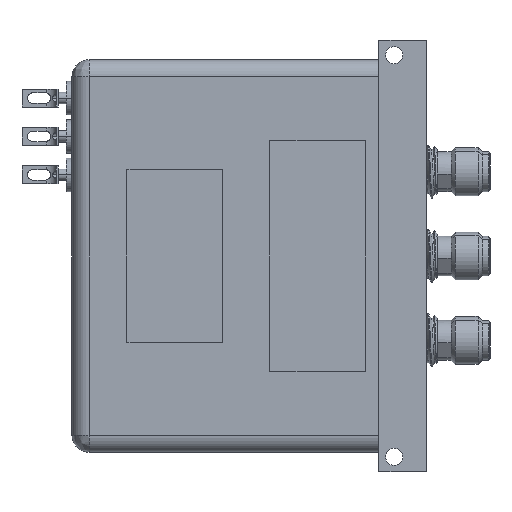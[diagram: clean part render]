
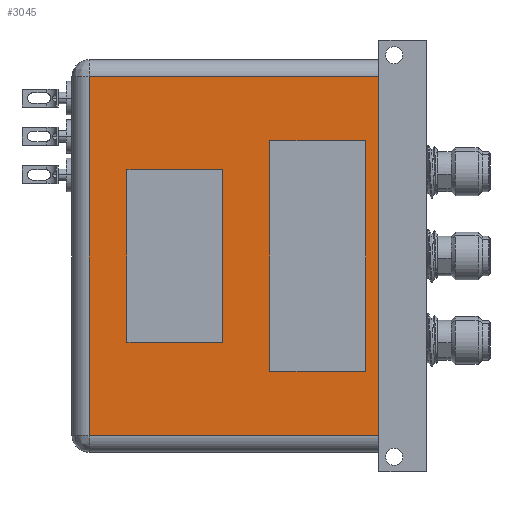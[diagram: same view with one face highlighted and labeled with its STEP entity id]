
A CAD part, left-side view. The second image highlights one B-rep face of the part: STEP entity #3045.
In plain terms, the highlighted face is planar.
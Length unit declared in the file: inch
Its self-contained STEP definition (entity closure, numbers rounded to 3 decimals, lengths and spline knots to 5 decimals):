
#39 = CARTESIAN_POINT ( 'NONE',  ( -1.0235, 1.96, 0.2735 ) ) ;
#157 = LINE ( 'NONE', #7841, #1286 ) ;
#251 = VECTOR ( 'NONE', #2674, 39.37008 ) ;
#464 = DIRECTION ( 'NONE',  ( -1., 0., 0. ) ) ;
#511 = LINE ( 'NONE', #8813, #980 ) ;
#517 = DIRECTION ( 'NONE',  ( 0., 1., 0. ) ) ;
#662 = AXIS2_PLACEMENT_3D ( 'NONE', #4001, #4782, #4694 ) ;
#782 = VECTOR ( 'NONE', #1047, 39.37008 ) ;
#792 = VERTEX_POINT ( 'NONE', #7068 ) ;
#882 = CARTESIAN_POINT ( 'NONE',  ( -0.9335, 1.96, 0.2735 ) ) ;
#980 = VECTOR ( 'NONE', #2525, 39.37008 ) ;
#986 = ORIENTED_EDGE ( 'NONE', *, *, #6189, .F. ) ;
#1047 = DIRECTION ( 'NONE',  ( 1., 0., 0. ) ) ;
#1143 = EDGE_CURVE ( 'NONE', #6386, #1223, #511, .T. ) ;
#1200 = LINE ( 'NONE', #8657, #782 ) ;
#1223 = VERTEX_POINT ( 'NONE', #5762 ) ;
#1286 = VECTOR ( 'NONE', #6996, 39.37008 ) ;
#1664 = EDGE_CURVE ( 'NONE', #7082, #7778, #1200, .T. ) ;
#1783 = CARTESIAN_POINT ( 'NONE',  ( -0.6, 1.01847, 0.2735 ) ) ;
#1946 = LINE ( 'NONE', #3959, #5097 ) ;
#1966 = ORIENTED_EDGE ( 'NONE', *, *, #1143, .F. ) ;
#2081 = ORIENTED_EDGE ( 'NONE', *, *, #4111, .F. ) ;
#2239 = DIRECTION ( 'NONE',  ( 0., -1., 0. ) ) ;
#2277 = LINE ( 'NONE', #1783, #7108 ) ;
#2525 = DIRECTION ( 'NONE',  ( 1., 0., 0. ) ) ;
#2674 = DIRECTION ( 'NONE',  ( 0., -1., 0. ) ) ;
#2709 = VECTOR ( 'NONE', #4311, 39.37008 ) ;
#2800 = CARTESIAN_POINT ( 'NONE',  ( 0.6, 1.01847, 0.2735 ) ) ;
#2849 = LINE ( 'NONE', #5647, #7275 ) ;
#3045 = ADVANCED_FACE ( 'NONE', ( #7433, #3416, #9050 ), #3960, .F. ) ;
#3110 = CARTESIAN_POINT ( 'NONE',  ( 0.9335, 0.45, 0.2735 ) ) ;
#3416 = FACE_OUTER_BOUND ( 'NONE', #7416, .T. ) ;
#3450 = EDGE_CURVE ( 'NONE', #8664, #792, #5547, .T. ) ;
#3466 = EDGE_CURVE ( 'NONE', #1223, #7138, #7024, .T. ) ;
#3472 = ORIENTED_EDGE ( 'NONE', *, *, #4220, .F. ) ;
#3535 = EDGE_CURVE ( 'NONE', #4866, #6386, #7740, .T. ) ;
#3536 = DIRECTION ( 'NONE',  ( 1., 0., 0. ) ) ;
#3606 = VECTOR ( 'NONE', #7811, 39.37008 ) ;
#3839 = ORIENTED_EDGE ( 'NONE', *, *, #1664, .F. ) ;
#3951 = EDGE_LOOP ( 'NONE', ( #4882, #6314, #8340, #1966 ) ) ;
#3959 = CARTESIAN_POINT ( 'NONE',  ( 0.45, 1.76295, 0.2735 ) ) ;
#3960 = PLANE ( 'NONE',  #662 ) ;
#3995 = EDGE_CURVE ( 'NONE', #7138, #4866, #2277, .T. ) ;
#4001 = CARTESIAN_POINT ( 'NONE',  ( -1.0235, 2.05, 0.2735 ) ) ;
#4028 = VECTOR ( 'NONE', #464, 39.37008 ) ;
#4049 = LINE ( 'NONE', #6854, #251 ) ;
#4111 = EDGE_CURVE ( 'NONE', #7510, #5356, #8551, .T. ) ;
#4141 = DIRECTION ( 'NONE',  ( 0., -1., 0. ) ) ;
#4177 = CARTESIAN_POINT ( 'NONE',  ( -0.45, 1.76295, 0.2735 ) ) ;
#4220 = EDGE_CURVE ( 'NONE', #5970, #7510, #5028, .T. ) ;
#4311 = DIRECTION ( 'NONE',  ( 0., 1., 0. ) ) ;
#4330 = VECTOR ( 'NONE', #3536, 39.37008 ) ;
#4503 = EDGE_LOOP ( 'NONE', ( #986, #6167, #6947, #3839 ) ) ;
#4694 = DIRECTION ( 'NONE',  ( -1., 0., 0. ) ) ;
#4782 = DIRECTION ( 'NONE',  ( 0., 0., -1. ) ) ;
#4866 = VERTEX_POINT ( 'NONE', #5056 ) ;
#4882 = ORIENTED_EDGE ( 'NONE', *, *, #3535, .F. ) ;
#5028 = LINE ( 'NONE', #7091, #3606 ) ;
#5056 = CARTESIAN_POINT ( 'NONE',  ( -0.6, 1.01847, 0.2735 ) ) ;
#5081 = DIRECTION ( 'NONE',  ( -1., 0., 0. ) ) ;
#5097 = VECTOR ( 'NONE', #517, 39.37008 ) ;
#5109 = CARTESIAN_POINT ( 'NONE',  ( 0.45, 1.76295, 0.2735 ) ) ;
#5204 = VECTOR ( 'NONE', #2239, 39.37008 ) ;
#5356 = VERTEX_POINT ( 'NONE', #6687 ) ;
#5547 = LINE ( 'NONE', #4177, #4028 ) ;
#5647 = CARTESIAN_POINT ( 'NONE',  ( 0.9335, 2.05, 0.2735 ) ) ;
#5762 = CARTESIAN_POINT ( 'NONE',  ( 0.6, 0.51847, 0.2735 ) ) ;
#5970 = VERTEX_POINT ( 'NONE', #7679 ) ;
#6105 = CARTESIAN_POINT ( 'NONE',  ( 0.45, 1.26295, 0.2735 ) ) ;
#6167 = ORIENTED_EDGE ( 'NONE', *, *, #3450, .F. ) ;
#6189 = EDGE_CURVE ( 'NONE', #792, #7082, #4049, .T. ) ;
#6314 = ORIENTED_EDGE ( 'NONE', *, *, #3995, .F. ) ;
#6343 = EDGE_CURVE ( 'NONE', #5356, #7327, #2849, .T. ) ;
#6381 = CARTESIAN_POINT ( 'NONE',  ( -0.45, 1.26295, 0.2735 ) ) ;
#6386 = VERTEX_POINT ( 'NONE', #7665 ) ;
#6687 = CARTESIAN_POINT ( 'NONE',  ( 0.9335, 1.96, 0.2735 ) ) ;
#6854 = CARTESIAN_POINT ( 'NONE',  ( -0.45, 1.76295, 0.2735 ) ) ;
#6947 = ORIENTED_EDGE ( 'NONE', *, *, #7033, .F. ) ;
#6972 = ORIENTED_EDGE ( 'NONE', *, *, #7513, .F. ) ;
#6996 = DIRECTION ( 'NONE',  ( -1., 0., 0. ) ) ;
#7024 = LINE ( 'NONE', #2800, #2709 ) ;
#7033 = EDGE_CURVE ( 'NONE', #7778, #8664, #1946, .T. ) ;
#7068 = CARTESIAN_POINT ( 'NONE',  ( -0.45, 1.76295, 0.2735 ) ) ;
#7082 = VERTEX_POINT ( 'NONE', #6381 ) ;
#7091 = CARTESIAN_POINT ( 'NONE',  ( -0.9335, 2.05, 0.2735 ) ) ;
#7108 = VECTOR ( 'NONE', #5081, 39.37008 ) ;
#7138 = VERTEX_POINT ( 'NONE', #7816 ) ;
#7275 = VECTOR ( 'NONE', #4141, 39.37008 ) ;
#7327 = VERTEX_POINT ( 'NONE', #3110 ) ;
#7416 = EDGE_LOOP ( 'NONE', ( #7654, #2081, #3472, #6972 ) ) ;
#7433 = FACE_BOUND ( 'NONE', #3951, .T. ) ;
#7510 = VERTEX_POINT ( 'NONE', #882 ) ;
#7513 = EDGE_CURVE ( 'NONE', #7327, #5970, #157, .T. ) ;
#7654 = ORIENTED_EDGE ( 'NONE', *, *, #6343, .F. ) ;
#7665 = CARTESIAN_POINT ( 'NONE',  ( -0.6, 0.51847, 0.2735 ) ) ;
#7679 = CARTESIAN_POINT ( 'NONE',  ( -0.9335, 0.45, 0.2735 ) ) ;
#7740 = LINE ( 'NONE', #8523, #5204 ) ;
#7778 = VERTEX_POINT ( 'NONE', #6105 ) ;
#7811 = DIRECTION ( 'NONE',  ( 0., 1., 0. ) ) ;
#7816 = CARTESIAN_POINT ( 'NONE',  ( 0.6, 1.01847, 0.2735 ) ) ;
#7841 = CARTESIAN_POINT ( 'NONE',  ( -1.0235, 0.45, 0.2735 ) ) ;
#8340 = ORIENTED_EDGE ( 'NONE', *, *, #3466, .F. ) ;
#8523 = CARTESIAN_POINT ( 'NONE',  ( -0.6, 1.01847, 0.2735 ) ) ;
#8551 = LINE ( 'NONE', #39, #4330 ) ;
#8657 = CARTESIAN_POINT ( 'NONE',  ( -0.45, 1.26295, 0.2735 ) ) ;
#8664 = VERTEX_POINT ( 'NONE', #5109 ) ;
#8813 = CARTESIAN_POINT ( 'NONE',  ( -0.6, 0.51847, 0.2735 ) ) ;
#9050 = FACE_BOUND ( 'NONE', #4503, .T. ) ;
